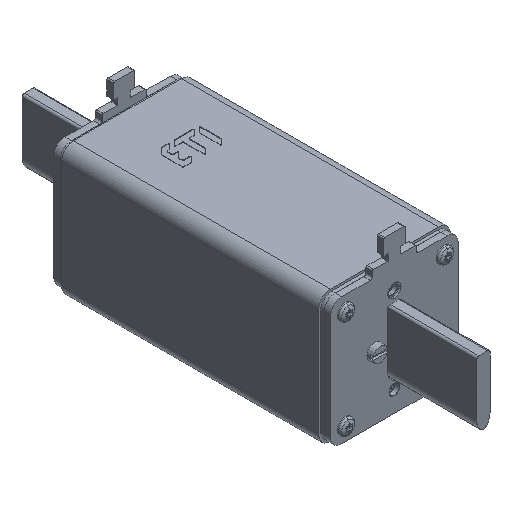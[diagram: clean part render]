
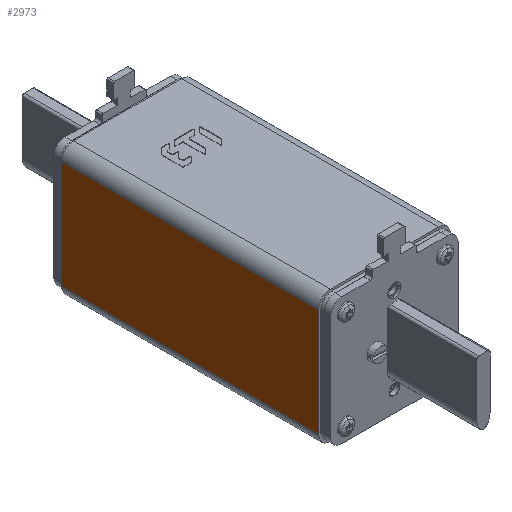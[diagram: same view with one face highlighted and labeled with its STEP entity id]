
A CAD part, isometric view. The second image highlights one B-rep face of the part: STEP entity #2973.
In plain terms, the highlighted face is planar.
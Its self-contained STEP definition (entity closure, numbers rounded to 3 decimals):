
#101=DIRECTION('',(-1.,0.,0.));
#102=VECTOR('',#101,117.);
#103=CARTESIAN_POINT('',(58.5,30.,-24.5));
#104=LINE('',#103,#102);
#116=DIRECTION('',(0.,0.,-1.));
#117=VECTOR('',#116,49.);
#118=CARTESIAN_POINT('',(-58.5,30.,24.5));
#119=LINE('',#118,#117);
#162=DIRECTION('',(0.,0.,-1.));
#163=VECTOR('',#162,49.);
#164=CARTESIAN_POINT('',(58.5,30.,24.5));
#165=LINE('',#164,#163);
#394=DIRECTION('',(1.,0.,0.));
#395=VECTOR('',#394,117.);
#396=CARTESIAN_POINT('',(-58.5,30.,24.5));
#397=LINE('',#396,#395);
#2514=CARTESIAN_POINT('',(58.5,30.,-24.5));
#2515=CARTESIAN_POINT('',(-58.5,30.,-24.5));
#2516=VERTEX_POINT('',#2514);
#2517=VERTEX_POINT('',#2515);
#2518=CARTESIAN_POINT('',(58.5,30.,24.5));
#2519=VERTEX_POINT('',#2518);
#2520=CARTESIAN_POINT('',(-58.5,30.,24.5));
#2521=VERTEX_POINT('',#2520);
#2959=CARTESIAN_POINT('',(58.5,30.,-30.));
#2960=DIRECTION('',(0.,1.,0.));
#2961=DIRECTION('',(-1.,0.,0.));
#2962=AXIS2_PLACEMENT_3D('',#2959,#2960,#2961);
#2963=PLANE('',#2962);
#2964=ORIENTED_EDGE('',*,*,#2949,.F.);
#2966=ORIENTED_EDGE('',*,*,#2965,.F.);
#2968=ORIENTED_EDGE('',*,*,#2967,.F.);
#2970=ORIENTED_EDGE('',*,*,#2969,.T.);
#2971=EDGE_LOOP('',(#2964,#2966,#2968,#2970));
#2972=FACE_OUTER_BOUND('',#2971,.F.);
#2949=EDGE_CURVE('',#2516,#2517,#104,.T.);
#2965=EDGE_CURVE('',#2519,#2516,#165,.T.);
#2967=EDGE_CURVE('',#2521,#2519,#397,.T.);
#2969=EDGE_CURVE('',#2521,#2517,#119,.T.);
#2973=ADVANCED_FACE('',(#2972),#2963,.T.);
